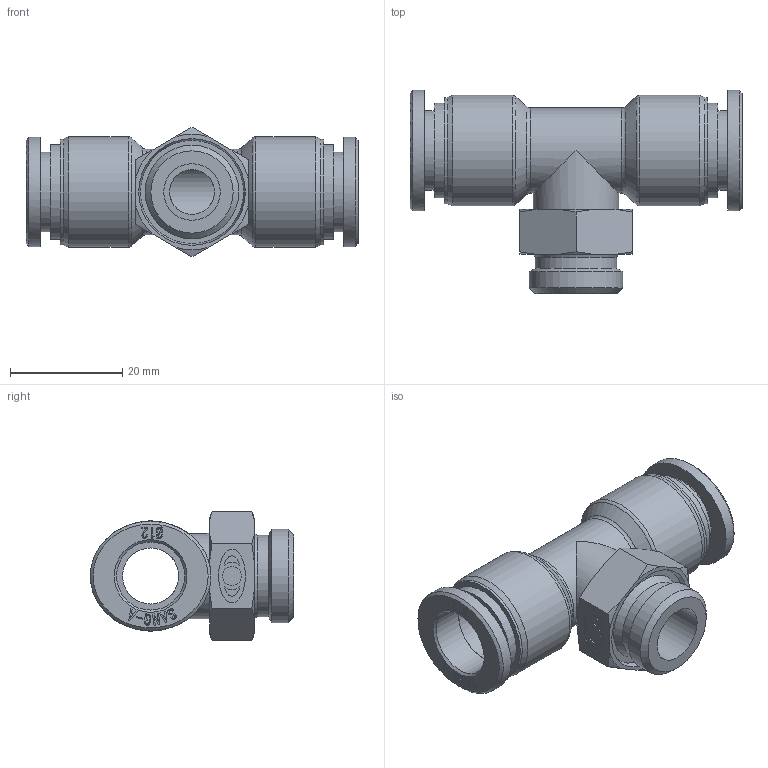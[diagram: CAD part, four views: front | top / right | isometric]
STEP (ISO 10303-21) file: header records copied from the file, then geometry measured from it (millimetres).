
FILE_DESCRIPTION((''),'2;1');
FILE_NAME('F-PT 12G03.stp','2020-11-25T09:43:09',('Administrator'),(''),'Autodesk Inventor 2013','Autodesk Inventor 2013','');
FILE_SCHEMA(('CONFIG_CONTROL_DESIGN'));
Length unit declared in the file: millimetre
Products named in the file (4): 조립품21; F-PT 1203 BODY; F-SLEEVE 12(SUS); F-BODY G03(SUS) 
Assembly tree (4 placements, depth 2):
  조립품21
    F-PT 1203 BODY
    F-SLEEVE 12(SUS)  x2
    F-BODY G03(SUS) 
Bounding box: 59.2 x 36.25 x 23.09 mm (x, y, z)
Volume: 11742.6 mm3; surface area: 9370.2 mm2
Topology: 4 solids, 4 shells, 477 faces, 1254 edges, 831 vertices
Faces by surface type: plane 224, bspline 203, cone 24, cylinder 22, torus 4
Full cylindrical faces by diameter (mm): 3.35 x1, 8 x1, 10 x1, 10.1 x1, 12.15 x2, 12.2 x2, 14.2 x2, 14.6 x1, 15.2 x2, 16.662 x1, 16.9 x2, 18.9 x2, 19.7 x2
Entity records: 9903 total; most frequent: CARTESIAN_POINT 3089, ORIENTED_EDGE 1572, DIRECTION 944, EDGE_CURVE 786, VERTEX_POINT 540, VECTOR 432, LINE 432, EDGE_LOOP 388
